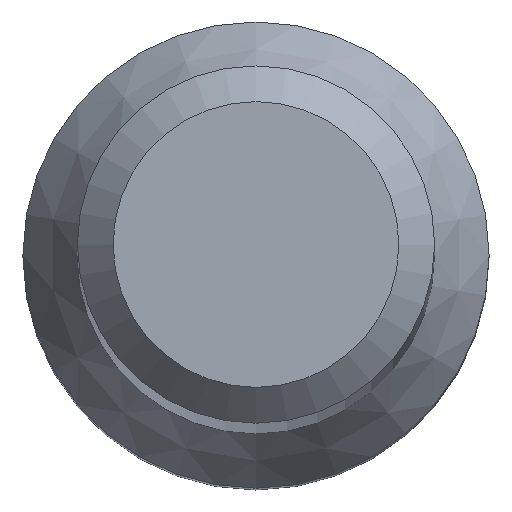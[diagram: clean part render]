
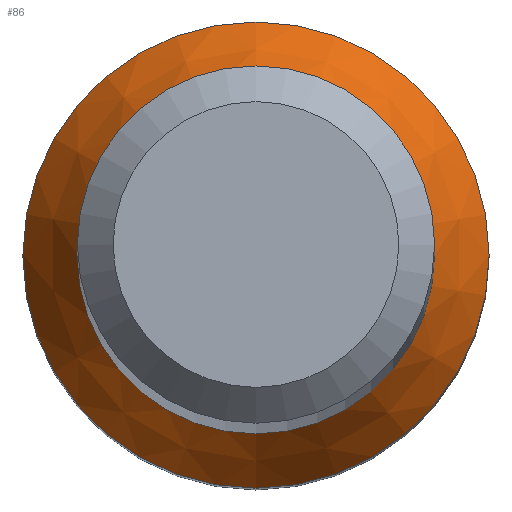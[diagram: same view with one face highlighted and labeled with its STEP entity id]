
A CAD part, top view. The second image highlights one B-rep face of the part: STEP entity #86.
In plain terms, the highlighted conical face has half-angle 30 degrees and reference radius 2.61 mm.
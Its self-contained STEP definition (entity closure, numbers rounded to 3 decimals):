
#9 = VERTEX_POINT ( 'NONE', #235 ) ;
#11 = CIRCLE ( 'NONE', #156, 2.61 ) ;
#25 = AXIS2_PLACEMENT_3D ( 'NONE', #215, #28, #81 ) ;
#28 = DIRECTION ( 'NONE',  ( 0., 0., -1. ) ) ;
#59 = CIRCLE ( 'NONE', #25, 2. ) ;
#68 = CONICAL_SURFACE ( 'NONE', #242, 2.61, 0.524 ) ;
#76 = DIRECTION ( 'NONE',  ( 0., 1., 0. ) ) ;
#80 = VERTEX_POINT ( 'NONE', #141 ) ;
#81 = DIRECTION ( 'NONE',  ( 0., 1., 0. ) ) ;
#86 = ADVANCED_FACE ( 'NONE', ( #166, #234 ), #68, .T. ) ;
#121 = CARTESIAN_POINT ( 'NONE',  ( 0., 0., 12. ) ) ;
#125 = EDGE_LOOP ( 'NONE', ( #172 ) ) ;
#141 = CARTESIAN_POINT ( 'NONE',  ( 0., 2., 13.057 ) ) ;
#147 = EDGE_LOOP ( 'NONE', ( #210 ) ) ;
#156 = AXIS2_PLACEMENT_3D ( 'NONE', #121, #177, #158 ) ;
#158 = DIRECTION ( 'NONE',  ( 0., 1., 0. ) ) ;
#166 = FACE_BOUND ( 'NONE', #125, .T. ) ;
#172 = ORIENTED_EDGE ( 'NONE', *, *, #231, .T. ) ;
#177 = DIRECTION ( 'NONE',  ( 0., 0., -1. ) ) ;
#199 = EDGE_CURVE ( 'NONE', #9, #9, #11, .T. ) ;
#203 = DIRECTION ( 'NONE',  ( 0., 0., -1. ) ) ;
#204 = CARTESIAN_POINT ( 'NONE',  ( 0., 0., 12. ) ) ;
#210 = ORIENTED_EDGE ( 'NONE', *, *, #199, .F. ) ;
#215 = CARTESIAN_POINT ( 'NONE',  ( 0., 0., 13.057 ) ) ;
#231 = EDGE_CURVE ( 'NONE', #80, #80, #59, .T. ) ;
#234 = FACE_OUTER_BOUND ( 'NONE', #147, .T. ) ;
#235 = CARTESIAN_POINT ( 'NONE',  ( 0., 2.61, 12. ) ) ;
#242 = AXIS2_PLACEMENT_3D ( 'NONE', #204, #203, #76 ) ;
